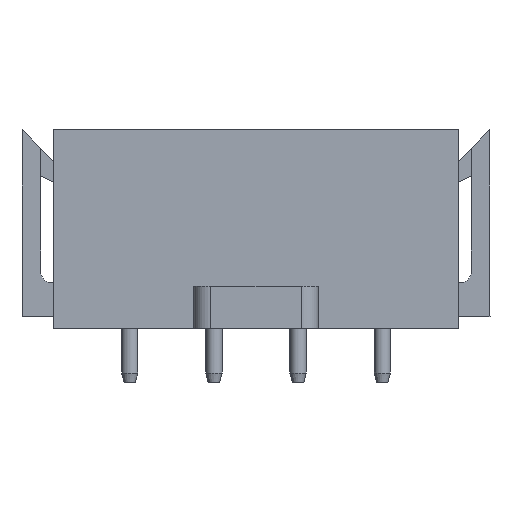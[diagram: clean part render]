
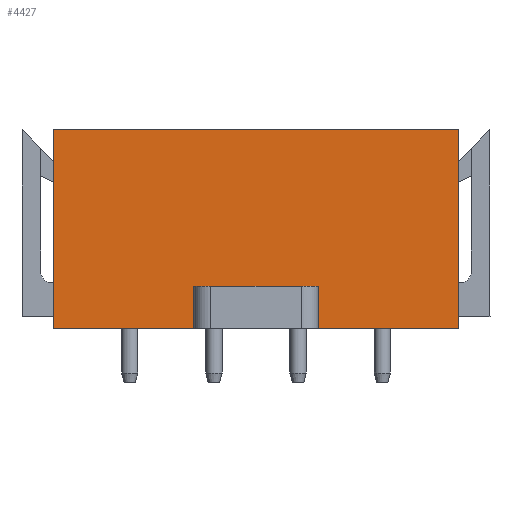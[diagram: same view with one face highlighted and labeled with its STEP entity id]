
A CAD part, left-side view. The second image highlights one B-rep face of the part: STEP entity #4427.
In plain terms, the highlighted planar face has unit normal (-1, 0, 0).
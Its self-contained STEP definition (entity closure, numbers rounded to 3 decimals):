
#4382=AXIS2_PLACEMENT_3D('Plane Axis2P3D',#4379,#4380,#4381) ;
#4115=CARTESIAN_POINT('Vertex',(7.,25.9,3.2)) ;
#4118=CARTESIAN_POINT('Line Origine',(7.,25.9,9.1)) ;
#4122=CARTESIAN_POINT('Vertex',(7.,25.9,15.)) ;
#4195=CARTESIAN_POINT('Line Origine',(7.,13.9,15.)) ;
#4199=CARTESIAN_POINT('Vertex',(7.,1.9,15.)) ;
#4303=CARTESIAN_POINT('Line Origine',(7.,1.9,9.1)) ;
#4307=CARTESIAN_POINT('Vertex',(7.,1.9,3.2)) ;
#4379=CARTESIAN_POINT('Axis2P3D Location',(7.,25.9,0.)) ;
#4384=CARTESIAN_POINT('Line Origine',(7.,6.05,3.2)) ;
#4388=CARTESIAN_POINT('Vertex',(7.,10.2,3.2)) ;
#4391=CARTESIAN_POINT('Line Origine',(7.,21.75,3.2)) ;
#4395=CARTESIAN_POINT('Vertex',(7.,17.6,3.2)) ;
#4398=CARTESIAN_POINT('Line Origine',(7.,17.6,4.45)) ;
#4402=CARTESIAN_POINT('Vertex',(7.,17.6,5.7)) ;
#4405=CARTESIAN_POINT('Line Origine',(7.,13.9,5.7)) ;
#4409=CARTESIAN_POINT('Vertex',(7.,10.2,5.7)) ;
#4412=CARTESIAN_POINT('Line Origine',(7.,10.2,4.45)) ;
#4119=DIRECTION('Vector Direction',(0.,0.,1.)) ;
#4196=DIRECTION('Vector Direction',(0.,-1.,0.)) ;
#4304=DIRECTION('Vector Direction',(0.,0.,1.)) ;
#4380=DIRECTION('Axis2P3D Direction',(-1.,0.,0.)) ;
#4381=DIRECTION('Axis2P3D XDirection',(0.,-1.,0.)) ;
#4385=DIRECTION('Vector Direction',(0.,-1.,0.)) ;
#4392=DIRECTION('Vector Direction',(0.,-1.,0.)) ;
#4399=DIRECTION('Vector Direction',(0.,0.,1.)) ;
#4406=DIRECTION('Vector Direction',(0.,-1.,0.)) ;
#4413=DIRECTION('Vector Direction',(0.,0.,1.)) ;
#4120=VECTOR('Line Direction',#4119,1.) ;
#4197=VECTOR('Line Direction',#4196,1.) ;
#4305=VECTOR('Line Direction',#4304,1.) ;
#4386=VECTOR('Line Direction',#4385,1.) ;
#4393=VECTOR('Line Direction',#4392,1.) ;
#4400=VECTOR('Line Direction',#4399,1.) ;
#4407=VECTOR('Line Direction',#4406,1.) ;
#4414=VECTOR('Line Direction',#4413,1.) ;
#4418=ORIENTED_EDGE('',*,*,#4390,.T.) ;
#4419=ORIENTED_EDGE('',*,*,#4309,.T.) ;
#4420=ORIENTED_EDGE('',*,*,#4201,.F.) ;
#4421=ORIENTED_EDGE('',*,*,#4124,.F.) ;
#4422=ORIENTED_EDGE('',*,*,#4397,.T.) ;
#4423=ORIENTED_EDGE('',*,*,#4404,.T.) ;
#4424=ORIENTED_EDGE('',*,*,#4411,.F.) ;
#4425=ORIENTED_EDGE('',*,*,#4416,.F.) ;
#4427=ADVANCED_FACE('Hauptkoerper',(#4426),#4383,.T.) ;
#4124=EDGE_CURVE('',#4116,#4123,#4121,.T.) ;
#4201=EDGE_CURVE('',#4123,#4200,#4198,.T.) ;
#4309=EDGE_CURVE('',#4308,#4200,#4306,.T.) ;
#4390=EDGE_CURVE('',#4389,#4308,#4387,.T.) ;
#4397=EDGE_CURVE('',#4116,#4396,#4394,.T.) ;
#4404=EDGE_CURVE('',#4396,#4403,#4401,.T.) ;
#4411=EDGE_CURVE('',#4410,#4403,#4408,.F.) ;
#4416=EDGE_CURVE('',#4389,#4410,#4415,.T.) ;
#4417=EDGE_LOOP('',(#4418,#4419,#4420,#4421,#4422,#4423,#4424,#4425)) ;
#4426=FACE_OUTER_BOUND('',#4417,.T.) ;
#4121=LINE('Line',#4118,#4120) ;
#4198=LINE('Line',#4195,#4197) ;
#4306=LINE('Line',#4303,#4305) ;
#4387=LINE('Line',#4384,#4386) ;
#4394=LINE('Line',#4391,#4393) ;
#4401=LINE('Line',#4398,#4400) ;
#4408=LINE('Line',#4405,#4407) ;
#4415=LINE('Line',#4412,#4414) ;
#4383=PLANE('',#4382) ;
#4116=VERTEX_POINT('',#4115) ;
#4123=VERTEX_POINT('',#4122) ;
#4200=VERTEX_POINT('',#4199) ;
#4308=VERTEX_POINT('',#4307) ;
#4389=VERTEX_POINT('',#4388) ;
#4396=VERTEX_POINT('',#4395) ;
#4403=VERTEX_POINT('',#4402) ;
#4410=VERTEX_POINT('',#4409) ;
